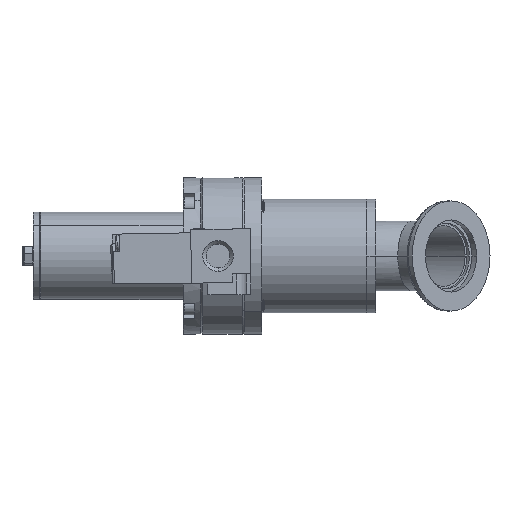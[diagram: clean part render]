
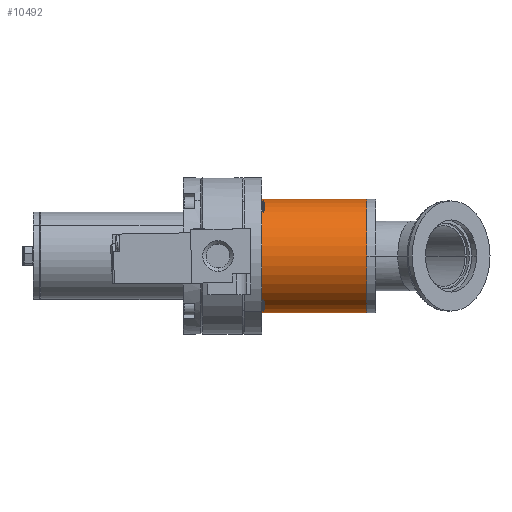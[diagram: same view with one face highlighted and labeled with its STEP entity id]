
A CAD part, left-side view. The second image highlights one B-rep face of the part: STEP entity #10492.
In plain terms, the highlighted cylindrical face has radius 20.637 mm (diameter 41.275 mm), a partial arc.
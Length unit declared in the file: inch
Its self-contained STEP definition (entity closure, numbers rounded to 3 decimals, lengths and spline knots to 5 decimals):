
#703 = CARTESIAN_POINT ( 'NONE',  ( 0., -0.19, -0.8125 ) ) ;
#1630 = CARTESIAN_POINT ( 'NONE',  ( 0., -0.21, 0. ) ) ;
#2144 = AXIS2_PLACEMENT_3D ( 'NONE', #31421, #15675, #31677 ) ;
#2370 = ORIENTED_EDGE ( 'NONE', *, *, #8913, .T. ) ;
#3793 = CIRCLE ( 'NONE', #2144, 0.8125 ) ;
#4175 = VERTEX_POINT ( 'NONE', #50848 ) ;
#5858 = VERTEX_POINT ( 'NONE', #49694 ) ;
#6740 = EDGE_LOOP ( 'NONE', ( #19713, #19056, #40591, #2370 ) ) ;
#6839 = DIRECTION ( 'NONE',  ( 0., 0., -1. ) ) ;
#7124 = AXIS2_PLACEMENT_3D ( 'NONE', #43224, #42717, #6839 ) ;
#8913 = EDGE_CURVE ( 'NONE', #29786, #5858, #3793, .T. ) ;
#10492 = ADVANCED_FACE ( 'NONE', ( #27233 ), #11195, .T. ) ;
#11102 = DIRECTION ( 'NONE',  ( 0., -1., 0. ) ) ;
#11195 = CYLINDRICAL_SURFACE ( 'NONE', #7124, 0.8125 ) ;
#14007 = DIRECTION ( 'NONE',  ( 0., 0., 1. ) ) ;
#15675 = DIRECTION ( 'NONE',  ( 0., 1., 0. ) ) ;
#16242 = AXIS2_PLACEMENT_3D ( 'NONE', #1630, #33141, #14007 ) ;
#16710 = DIRECTION ( 'NONE',  ( 0., -1., 0. ) ) ;
#16985 = EDGE_CURVE ( 'NONE', #4175, #50980, #19523, .T. ) ;
#17483 = CARTESIAN_POINT ( 'NONE',  ( 0., -1.75, -0.8125 ) ) ;
#19056 = ORIENTED_EDGE ( 'NONE', *, *, #16985, .T. ) ;
#19523 = CIRCLE ( 'NONE', #16242, 0.8125 ) ;
#19713 = ORIENTED_EDGE ( 'NONE', *, *, #30125, .F. ) ;
#22694 = CARTESIAN_POINT ( 'NONE',  ( 0., -0.21, -0.8125 ) ) ;
#26634 = EDGE_CURVE ( 'NONE', #50980, #29786, #31957, .T. ) ;
#27233 = FACE_OUTER_BOUND ( 'NONE', #6740, .T. ) ;
#29786 = VERTEX_POINT ( 'NONE', #17483 ) ;
#30125 = EDGE_CURVE ( 'NONE', #4175, #5858, #37298, .T. ) ;
#30334 = VECTOR ( 'NONE', #16710, 39.37008 ) ;
#31421 = CARTESIAN_POINT ( 'NONE',  ( 0., -1.75, 0. ) ) ;
#31677 = DIRECTION ( 'NONE',  ( 0., 0., 1. ) ) ;
#31957 = LINE ( 'NONE', #703, #30334 ) ;
#33141 = DIRECTION ( 'NONE',  ( 0., -1., 0. ) ) ;
#37298 = LINE ( 'NONE', #38488, #46937 ) ;
#38488 = CARTESIAN_POINT ( 'NONE',  ( 0., -0.19, 0.8125 ) ) ;
#40591 = ORIENTED_EDGE ( 'NONE', *, *, #26634, .T. ) ;
#42717 = DIRECTION ( 'NONE',  ( 0., -1., 0. ) ) ;
#43224 = CARTESIAN_POINT ( 'NONE',  ( 0., -0.19, 0. ) ) ;
#46937 = VECTOR ( 'NONE', #11102, 39.37008 ) ;
#49694 = CARTESIAN_POINT ( 'NONE',  ( 0., -1.75, 0.8125 ) ) ;
#50848 = CARTESIAN_POINT ( 'NONE',  ( 0., -0.21, 0.8125 ) ) ;
#50980 = VERTEX_POINT ( 'NONE', #22694 ) ;
